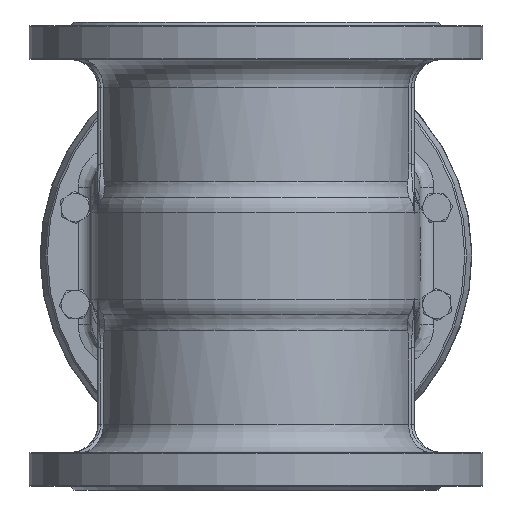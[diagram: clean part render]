
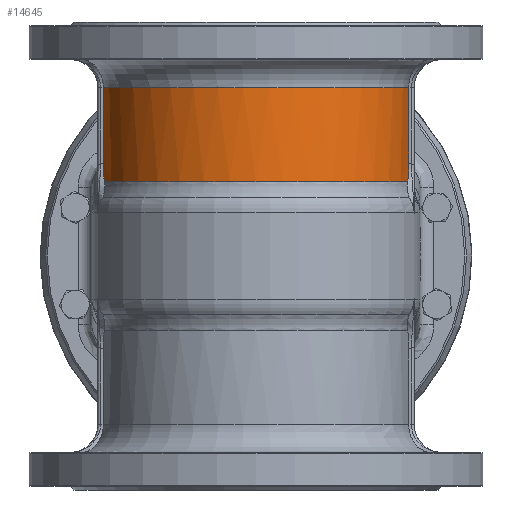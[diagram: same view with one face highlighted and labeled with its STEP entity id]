
A CAD part, front view. The second image highlights one B-rep face of the part: STEP entity #14645.
In plain terms, the highlighted cylindrical face has radius 165 mm (diameter 330 mm), a partial arc.
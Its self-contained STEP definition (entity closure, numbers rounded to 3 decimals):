
#909=CYLINDRICAL_SURFACE('',#16035,165.);
#1538=LINE('',#26488,#2333);
#1539=LINE('',#26733,#2334);
#2333=VECTOR('',#18913,10.);
#2334=VECTOR('',#18934,10.);
#3210=CIRCLE('',#16030,165.);
#3214=CIRCLE('',#16036,165.);
#4022=FACE_OUTER_BOUND('',#4933,.T.);
#4933=EDGE_LOOP('',(#11260,#11261,#11262,#11263,#11264,#11265));
#5557=B_SPLINE_CURVE_WITH_KNOTS('',3,(#26540,#26541,#26542,#26543,#26544,
#26545),.UNSPECIFIED.,.F.,.F.,(4,2,4),(0.,1.049,2.077),
 .UNSPECIFIED.);
#5562=B_SPLINE_CURVE_WITH_KNOTS('',3,(#26709,#26710,#26711,#26712,#26713,
#26714),.UNSPECIFIED.,.F.,.F.,(4,2,4),(0.,1.042,
2.097),.UNSPECIFIED.);
#6435=VERTEX_POINT('',#26470);
#6436=VERTEX_POINT('',#26487);
#6437=VERTEX_POINT('',#26539);
#6440=VERTEX_POINT('',#26601);
#6443=VERTEX_POINT('',#26708);
#6445=VERTEX_POINT('',#26731);
#8134=EDGE_CURVE('',#6435,#6436,#1538,.T.);
#8136=EDGE_CURVE('',#6436,#6437,#5557,.T.);
#8140=EDGE_CURVE('',#6440,#6437,#3210,.T.);
#8145=EDGE_CURVE('',#6440,#6443,#5562,.T.);
#8149=EDGE_CURVE('',#6435,#6445,#3214,.T.);
#8150=EDGE_CURVE('',#6445,#6443,#1539,.T.);
#11260=ORIENTED_EDGE('',*,*,#8136,.F.);
#11261=ORIENTED_EDGE('',*,*,#8134,.F.);
#11262=ORIENTED_EDGE('',*,*,#8149,.T.);
#11263=ORIENTED_EDGE('',*,*,#8150,.T.);
#11264=ORIENTED_EDGE('',*,*,#8145,.F.);
#11265=ORIENTED_EDGE('',*,*,#8140,.T.);
#14645=ADVANCED_FACE('',(#4022),#909,.T.);
#16030=AXIS2_PLACEMENT_3D('',#26602,#18920,#18921);
#16035=AXIS2_PLACEMENT_3D('',#26730,#18930,#18931);
#16036=AXIS2_PLACEMENT_3D('',#26732,#18932,#18933);
#18913=DIRECTION('',(0.,0.,-1.));
#18920=DIRECTION('center_axis',(0.,0.,1.));
#18921=DIRECTION('ref_axis',(0.,-1.,0.));
#18930=DIRECTION('center_axis',(0.,0.,1.));
#18931=DIRECTION('ref_axis',(1.,0.,0.));
#18932=DIRECTION('center_axis',(0.,0.,-1.));
#18933=DIRECTION('ref_axis',(0.,-1.,0.));
#18934=DIRECTION('',(0.,0.,-1.));
#26470=CARTESIAN_POINT('',(163.095,-25.,430.));
#26487=CARTESIAN_POINT('',(163.095,-25.,349.278));
#26488=CARTESIAN_POINT('',(163.095,-25.,460.));
#26539=CARTESIAN_POINT('',(162.097,-30.816,329.558));
#26540=CARTESIAN_POINT('Ctrl Pts',(163.095,-25.,349.278));
#26541=CARTESIAN_POINT('Ctrl Pts',(163.095,-25.,345.78));
#26542=CARTESIAN_POINT('Ctrl Pts',(163.02,-25.502,342.301));
#26543=CARTESIAN_POINT('Ctrl Pts',(162.7,-27.469,335.636));
#26544=CARTESIAN_POINT('Ctrl Pts',(162.457,-28.92,332.427));
#26545=CARTESIAN_POINT('Ctrl Pts',(162.097,-30.814,329.557));
#26601=CARTESIAN_POINT('',(-162.097,-30.816,329.558));
#26602=CARTESIAN_POINT('Origin',(0.,0.,329.558));
#26708=CARTESIAN_POINT('',(-163.095,-25.,349.278));
#26709=CARTESIAN_POINT('Ctrl Pts',(-162.097,-30.815,
329.557));
#26710=CARTESIAN_POINT('Ctrl Pts',(-162.459,-28.912,
332.441));
#26711=CARTESIAN_POINT('Ctrl Pts',(-162.703,-27.456,
335.666));
#26712=CARTESIAN_POINT('Ctrl Pts',(-163.021,-25.497,
342.334));
#26713=CARTESIAN_POINT('Ctrl Pts',(-163.095,-25.,
345.797));
#26714=CARTESIAN_POINT('Ctrl Pts',(-163.095,-25.,
349.278));
#26730=CARTESIAN_POINT('Origin',(0.,0.,460.));
#26731=CARTESIAN_POINT('',(-163.095,-25.,430.));
#26732=CARTESIAN_POINT('Origin',(0.,0.,430.));
#26733=CARTESIAN_POINT('',(-163.095,-25.,460.));
